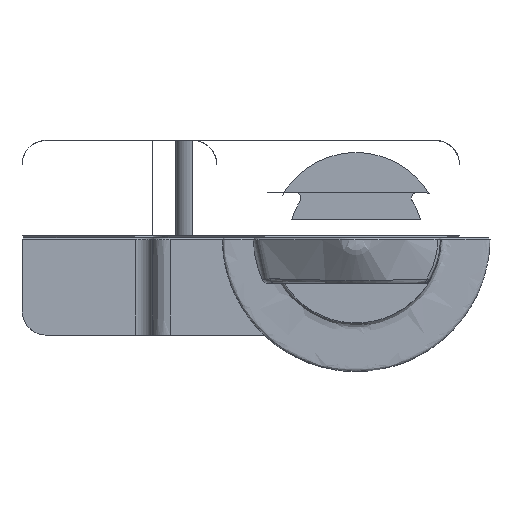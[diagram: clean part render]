
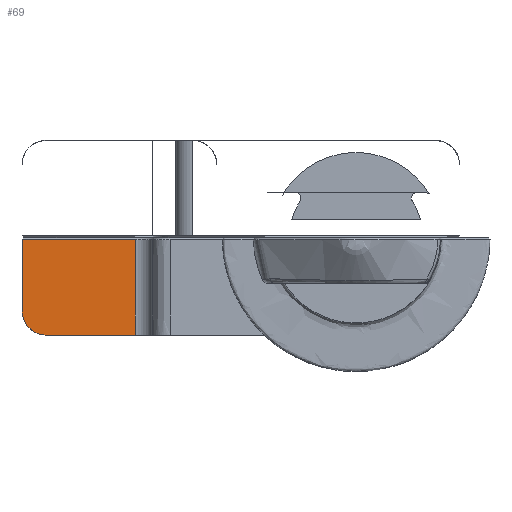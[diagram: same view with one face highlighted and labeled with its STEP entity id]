
A CAD part, left-side view. The second image highlights one B-rep face of the part: STEP entity #69.
In plain terms, the highlighted free-form (B-spline) face has degree [1, 2] with [2, 3] control points.
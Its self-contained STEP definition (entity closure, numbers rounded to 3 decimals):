
#69=ADVANCED_FACE('',(#257),#2587,.T.);
#257=FACE_OUTER_BOUND('',#445,.T.);
#445=EDGE_LOOP('',(#730,#731,#732,#733,#734));
#730=ORIENTED_EDGE('',*,*,#1593,.T.);
#731=ORIENTED_EDGE('',*,*,#1574,.F.);
#732=ORIENTED_EDGE('',*,*,#1594,.T.);
#733=ORIENTED_EDGE('',*,*,#1592,.F.);
#734=ORIENTED_EDGE('',*,*,#1616,.F.);
#1574=EDGE_CURVE('',#2244,#2256,#2015,.T.);
#1592=EDGE_CURVE('',#2267,#2268,#2800,.T.);
#1593=EDGE_CURVE('',#2269,#2256,#2801,.T.);
#1594=EDGE_CURVE('',#2244,#2268,#2802,.T.);
#1616=EDGE_CURVE('',#2269,#2267,#2824,.T.);
#2015=(
BOUNDED_CURVE()
B_SPLINE_CURVE(2,(#6884,#6885,#6886),.UNSPECIFIED.,.F.,.F.)
B_SPLINE_CURVE_WITH_KNOTS((3,3),(-6.283,0.),.UNSPECIFIED.)
CURVE()
GEOMETRIC_REPRESENTATION_ITEM()
RATIONAL_B_SPLINE_CURVE((1.,0.707,1.))
REPRESENTATION_ITEM('')
);
#2244=VERTEX_POINT('',#6564);
#2256=VERTEX_POINT('',#6576);
#2267=VERTEX_POINT('',#6587);
#2268=VERTEX_POINT('',#6588);
#2269=VERTEX_POINT('',#6589);
#2587=B_SPLINE_SURFACE_WITH_KNOTS('',1,2,((#4492,#4493,#4494),(#4495,#4496,
#4497)),.UNSPECIFIED.,.F.,.F.,.F.,(2,2),(3,3),(0.,16.),(-295.861,
-277.222),.UNSPECIFIED.);
#2800=B_SPLINE_CURVE_WITH_KNOTS('',1,(#6950,#6951),.UNSPECIFIED.,.F.,.F.,
(2,2),(0.3,16.),.UNSPECIFIED.);
#2801=B_SPLINE_CURVE_WITH_KNOTS('',1,(#6952,#6953),.UNSPECIFIED.,.F.,.F.,
(2,2),(0.3,12.),.UNSPECIFIED.);
#2802=B_SPLINE_CURVE_WITH_KNOTS('',2,(#6954,#6955,#6956),.UNSPECIFIED.,
 .F.,.F.,(3,3),(-291.861,-277.222),.UNSPECIFIED.);
#2824=B_SPLINE_CURVE_WITH_KNOTS('',1,(#7116,#7117),.UNSPECIFIED.,.F.,.F.,
(2,2),(0.,18.639),.UNSPECIFIED.);
#4492=CARTESIAN_POINT('',(9.009,54.906,0.));
#4493=CARTESIAN_POINT('',(9.009,45.586,0.));
#4494=CARTESIAN_POINT('',(9.009,36.267,0.));
#4495=CARTESIAN_POINT('',(9.009,54.906,-16.));
#4496=CARTESIAN_POINT('',(9.009,45.586,-16.));
#4497=CARTESIAN_POINT('',(9.009,36.267,-16.));
#6564=CARTESIAN_POINT('',(9.009,50.906,-16.));
#6576=CARTESIAN_POINT('',(9.009,54.906,-12.));
#6587=CARTESIAN_POINT('',(9.009,36.267,-0.3));
#6588=CARTESIAN_POINT('',(9.009,36.267,-16.));
#6589=CARTESIAN_POINT('',(9.009,54.906,-0.3));
#6884=CARTESIAN_POINT('',(9.009,50.906,-16.));
#6885=CARTESIAN_POINT('',(9.009,54.906,-16.));
#6886=CARTESIAN_POINT('',(9.009,54.906,-12.));
#6950=CARTESIAN_POINT('',(9.009,36.267,-0.3));
#6951=CARTESIAN_POINT('',(9.009,36.267,-16.));
#6952=CARTESIAN_POINT('',(9.009,54.906,-0.3));
#6953=CARTESIAN_POINT('',(9.009,54.906,-12.));
#6954=CARTESIAN_POINT('',(9.009,50.906,-16.));
#6955=CARTESIAN_POINT('',(9.009,43.586,-16.));
#6956=CARTESIAN_POINT('',(9.009,36.267,-16.));
#7116=CARTESIAN_POINT('',(9.009,54.906,-0.3));
#7117=CARTESIAN_POINT('',(9.009,36.267,-0.3));
